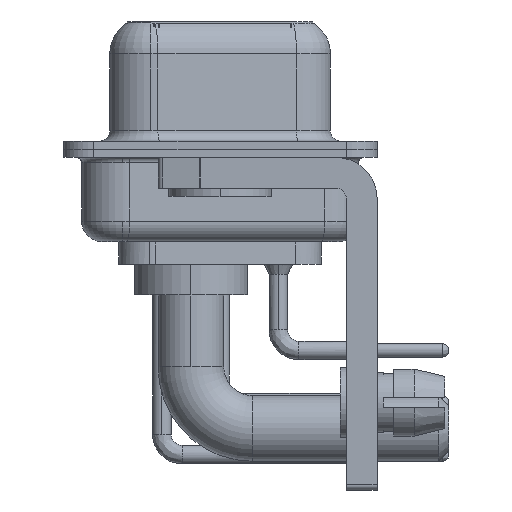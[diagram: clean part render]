
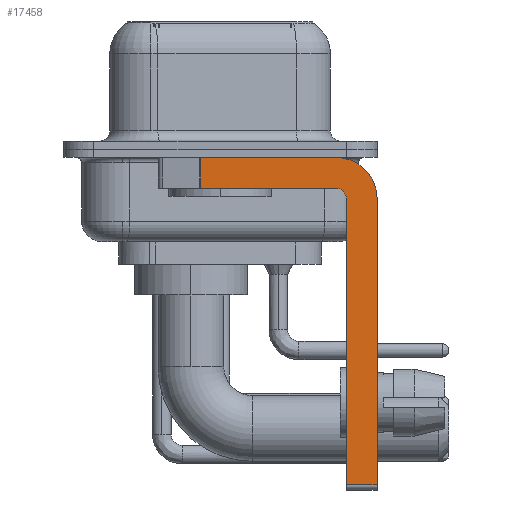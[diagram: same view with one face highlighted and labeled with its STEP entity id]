
A CAD part, left-side view. The second image highlights one B-rep face of the part: STEP entity #17458.
In plain terms, the highlighted planar face has unit normal (-1, 0, 0).
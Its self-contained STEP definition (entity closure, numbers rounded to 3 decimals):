
#301 = LINE ( 'NONE', #10563, #23985 ) ;
#556 = LINE ( 'NONE', #8524, #24865 ) ;
#725 = VECTOR ( 'NONE', #19294, 1000. ) ;
#1397 = ORIENTED_EDGE ( 'NONE', *, *, #16321, .F. ) ;
#1808 = VECTOR ( 'NONE', #3843, 1000. ) ;
#2178 = DIRECTION ( 'NONE',  ( 1., 0., 0. ) ) ;
#3497 = VERTEX_POINT ( 'NONE', #14415 ) ;
#3498 = VECTOR ( 'NONE', #14246, 1000. ) ;
#3752 = LINE ( 'NONE', #30404, #725 ) ;
#3829 = CARTESIAN_POINT ( 'NONE',  ( -2.9, -5.65, -2.4 ) ) ;
#3843 = DIRECTION ( 'NONE',  ( 0., -1., 0. ) ) ;
#4143 = AXIS2_PLACEMENT_3D ( 'NONE', #6744, #20850, #18206 ) ;
#5073 = AXIS2_PLACEMENT_3D ( 'NONE', #3829, #2178, #26165 ) ;
#5198 = VERTEX_POINT ( 'NONE', #24037 ) ;
#5380 = VERTEX_POINT ( 'NONE', #20161 ) ;
#6082 = FACE_OUTER_BOUND ( 'NONE', #12969, .T. ) ;
#6121 = CARTESIAN_POINT ( 'NONE',  ( -2.9, 0.978, -1.9 ) ) ;
#6299 = LINE ( 'NONE', #30317, #1808 ) ;
#6744 = CARTESIAN_POINT ( 'NONE',  ( -2.9, -5.65, -2.4 ) ) ;
#7987 = ORIENTED_EDGE ( 'NONE', *, *, #33326, .F. ) ;
#8222 = ORIENTED_EDGE ( 'NONE', *, *, #28690, .T. ) ;
#8524 = CARTESIAN_POINT ( 'NONE',  ( -2.9, 3., -0.4 ) ) ;
#8562 = PLANE ( 'NONE',  #9188 ) ;
#8632 = EDGE_CURVE ( 'NONE', #20574, #3497, #3752, .T. ) ;
#9029 = VERTEX_POINT ( 'NONE', #24347 ) ;
#9188 = AXIS2_PLACEMENT_3D ( 'NONE', #16854, #16675, #19327 ) ;
#10563 = CARTESIAN_POINT ( 'NONE',  ( -2.9, -7.65, -2.4 ) ) ;
#11507 = CARTESIAN_POINT ( 'NONE',  ( -2.9, -5.65, -1.9 ) ) ;
#11693 = CARTESIAN_POINT ( 'NONE',  ( -2.9, -5.65, -0.4 ) ) ;
#12969 = EDGE_LOOP ( 'NONE', ( #30003, #26005, #19694, #1397, #28473, #8222, #7987, #30979 ) ) ;
#14246 = DIRECTION ( 'NONE',  ( 0., 0., -1. ) ) ;
#14415 = CARTESIAN_POINT ( 'NONE',  ( -2.9, -6.15, -2.4 ) ) ;
#15144 = CARTESIAN_POINT ( 'NONE',  ( -2.9, -5.65, -1.9 ) ) ;
#15532 = EDGE_CURVE ( 'NONE', #21902, #5380, #19544, .T. ) ;
#15694 = VERTEX_POINT ( 'NONE', #15144 ) ;
#16321 = EDGE_CURVE ( 'NONE', #3497, #15694, #34037, .T. ) ;
#16675 = DIRECTION ( 'NONE',  ( 1., 0., 0. ) ) ;
#16854 = CARTESIAN_POINT ( 'NONE',  ( -2.9, -5.65, -2.4 ) ) ;
#17458 = ADVANCED_FACE ( 'NONE', ( #6082 ), #8562, .F. ) ;
#18206 = DIRECTION ( 'NONE',  ( 0., 0., 1. ) ) ;
#19294 = DIRECTION ( 'NONE',  ( 0., 0., 1. ) ) ;
#19327 = DIRECTION ( 'NONE',  ( 0., 0., -1. ) ) ;
#19544 = LINE ( 'NONE', #6121, #3498 ) ;
#19694 = ORIENTED_EDGE ( 'NONE', *, *, #21327, .F. ) ;
#20161 = CARTESIAN_POINT ( 'NONE',  ( -2.9, 0.978, -1.9 ) ) ;
#20574 = VERTEX_POINT ( 'NONE', #20763 ) ;
#20763 = CARTESIAN_POINT ( 'NONE',  ( -2.9, -6.15, -16.35 ) ) ;
#20850 = DIRECTION ( 'NONE',  ( -1., 0., 0. ) ) ;
#21327 = EDGE_CURVE ( 'NONE', #15694, #5380, #30910, .T. ) ;
#21902 = VERTEX_POINT ( 'NONE', #33216 ) ;
#21929 = DIRECTION ( 'NONE',  ( 0., -1., 0. ) ) ;
#23985 = VECTOR ( 'NONE', #29433, 1000. ) ;
#24037 = CARTESIAN_POINT ( 'NONE',  ( -2.9, -7.65, -16.35 ) ) ;
#24347 = CARTESIAN_POINT ( 'NONE',  ( -2.9, -7.65, -2.4 ) ) ;
#24865 = VECTOR ( 'NONE', #21929, 1000. ) ;
#26005 = ORIENTED_EDGE ( 'NONE', *, *, #15532, .T. ) ;
#26165 = DIRECTION ( 'NONE',  ( 0., 0., -1. ) ) ;
#26659 = EDGE_CURVE ( 'NONE', #26967, #9029, #28746, .T. ) ;
#26967 = VERTEX_POINT ( 'NONE', #11693 ) ;
#28223 = EDGE_CURVE ( 'NONE', #21902, #26967, #556, .T. ) ;
#28473 = ORIENTED_EDGE ( 'NONE', *, *, #8632, .F. ) ;
#28690 = EDGE_CURVE ( 'NONE', #20574, #5198, #6299, .T. ) ;
#28746 = CIRCLE ( 'NONE', #5073, 2. ) ;
#29433 = DIRECTION ( 'NONE',  ( 0., 0., -1. ) ) ;
#30003 = ORIENTED_EDGE ( 'NONE', *, *, #28223, .F. ) ;
#30199 = DIRECTION ( 'NONE',  ( 0., 1., 0. ) ) ;
#30317 = CARTESIAN_POINT ( 'NONE',  ( -2.9, -5.65, -16.35 ) ) ;
#30404 = CARTESIAN_POINT ( 'NONE',  ( -2.9, -6.15, -16.6 ) ) ;
#30910 = LINE ( 'NONE', #11507, #33676 ) ;
#30979 = ORIENTED_EDGE ( 'NONE', *, *, #26659, .F. ) ;
#33216 = CARTESIAN_POINT ( 'NONE',  ( -2.9, 0.978, -0.4 ) ) ;
#33326 = EDGE_CURVE ( 'NONE', #9029, #5198, #301, .T. ) ;
#33676 = VECTOR ( 'NONE', #30199, 1000. ) ;
#34037 = CIRCLE ( 'NONE', #4143, 0.5 ) ;
